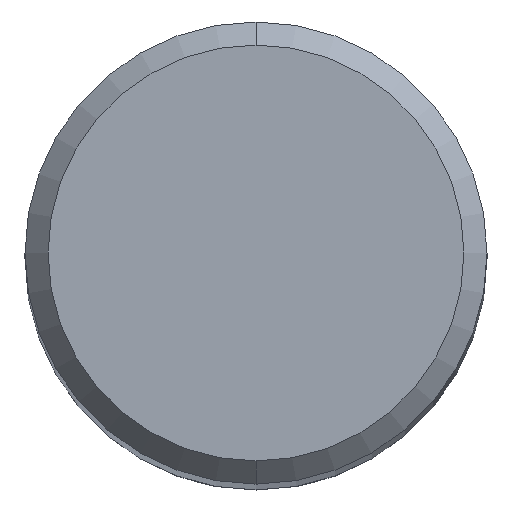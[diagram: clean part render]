
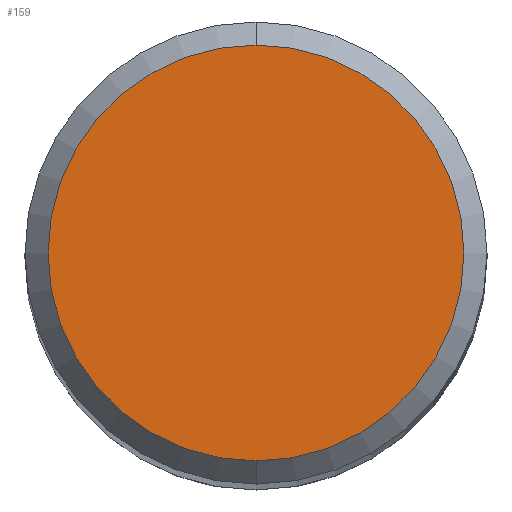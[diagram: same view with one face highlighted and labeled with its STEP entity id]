
A CAD part, top view. The second image highlights one B-rep face of the part: STEP entity #159.
In plain terms, the highlighted planar face has unit normal (0, 0, 1).
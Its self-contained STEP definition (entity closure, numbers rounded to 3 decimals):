
#97=VERTEX_POINT('',#214);
#99=EDGE_CURVE('',#167,#97,#216,.T.);
#149=EDGE_CURVE('',#97,#167,#271,.T.);
#159=ADVANCED_FACE('',(#282),#283,.T.);
#167=VERTEX_POINT('',#293);
#214=CARTESIAN_POINT('',(0.,-3.6,0.0));
#216=CIRCLE('',#336,3.6);
#271=CIRCLE('',#410,3.6);
#282=FACE_OUTER_BOUND('',#422,.T.);
#283=PLANE('',#423);
#293=CARTESIAN_POINT('',(0.0,3.6,0.0));
#336=AXIS2_PLACEMENT_3D('',#471,#472,#473);
#410=AXIS2_PLACEMENT_3D('',#540,#541,#542);
#422=EDGE_LOOP('',(#554,#555));
#423=AXIS2_PLACEMENT_3D('',#556,#557,#558);
#471=CARTESIAN_POINT('',(0.0,0.0,0.0));
#472=DIRECTION('',(0.0,0.0,-1.0));
#473=DIRECTION('',(0.0,1.0,0.0));
#540=CARTESIAN_POINT('',(0.0,0.0,0.0));
#541=DIRECTION('',(0.0,0.0,-1.0));
#542=DIRECTION('',(0.0,1.0,0.0));
#554=ORIENTED_EDGE('',*,*,#99,.F.);
#555=ORIENTED_EDGE('',*,*,#149,.F.);
#556=CARTESIAN_POINT('',(0.0,1.8,0.0));
#557=DIRECTION('',(-0.0,0.0,1.0));
#558=DIRECTION('',(0.0,-1.0,0.0));
